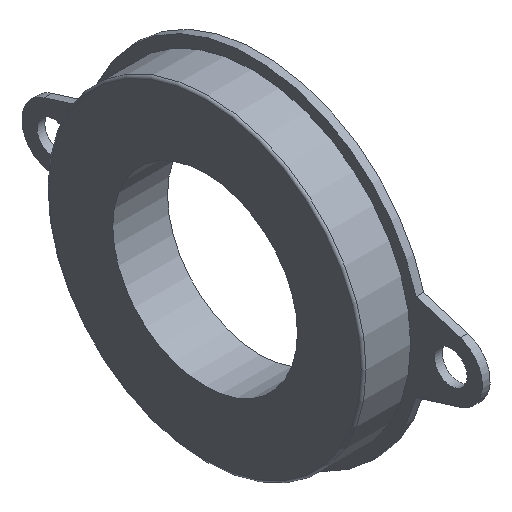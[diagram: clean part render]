
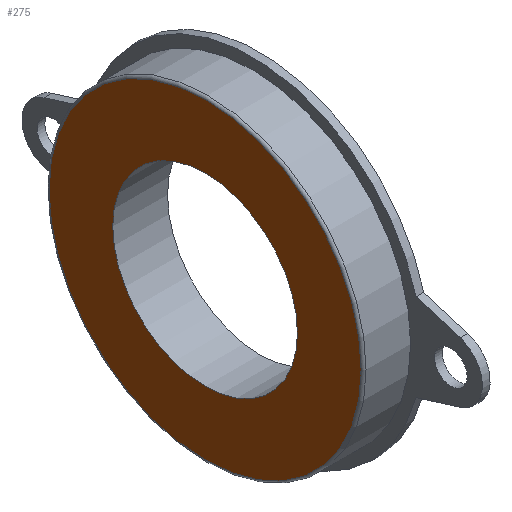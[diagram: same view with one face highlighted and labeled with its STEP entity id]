
A CAD part, isometric view. The second image highlights one B-rep face of the part: STEP entity #275.
In plain terms, the highlighted planar face has unit normal (-1, 0, 0).
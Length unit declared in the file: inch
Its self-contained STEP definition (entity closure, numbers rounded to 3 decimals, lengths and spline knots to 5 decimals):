
#21=PLANE('',#328);
#73=FACE_BOUND('',#117,.T.);
#89=FACE_OUTER_BOUND('',#116,.T.);
#116=EDGE_LOOP('',(#257));
#117=EDGE_LOOP('',(#258));
#119=CIRCLE('',#298,1.2675);
#124=CIRCLE('',#306,0.75);
#136=VERTEX_POINT('',#417);
#141=VERTEX_POINT('',#430);
#161=EDGE_CURVE('',#136,#136,#119,.T.);
#166=EDGE_CURVE('',#141,#141,#124,.T.);
#257=ORIENTED_EDGE('',*,*,#161,.T.);
#258=ORIENTED_EDGE('',*,*,#166,.F.);
#275=ADVANCED_FACE('',(#89,#73),#21,.T.);
#298=AXIS2_PLACEMENT_3D('',#418,#335,#336);
#306=AXIS2_PLACEMENT_3D('',#431,#351,#352);
#328=AXIS2_PLACEMENT_3D('',#487,#411,#412);
#335=DIRECTION('center_axis',(-1.,0.,0.));
#336=DIRECTION('ref_axis',(0.,0.,1.));
#351=DIRECTION('center_axis',(-1.,0.,0.));
#352=DIRECTION('ref_axis',(0.,-1.,0.));
#411=DIRECTION('center_axis',(-1.,0.,0.));
#412=DIRECTION('ref_axis',(0.,-1.,0.));
#417=CARTESIAN_POINT('',(-6.945,0.,68.6425));
#418=CARTESIAN_POINT('Origin',(-6.945,0.,67.375));
#430=CARTESIAN_POINT('',(-6.945,0.,66.625));
#431=CARTESIAN_POINT('Origin',(-6.945,0.,67.375));
#487=CARTESIAN_POINT('Origin',(-6.945,0.,67.375));
